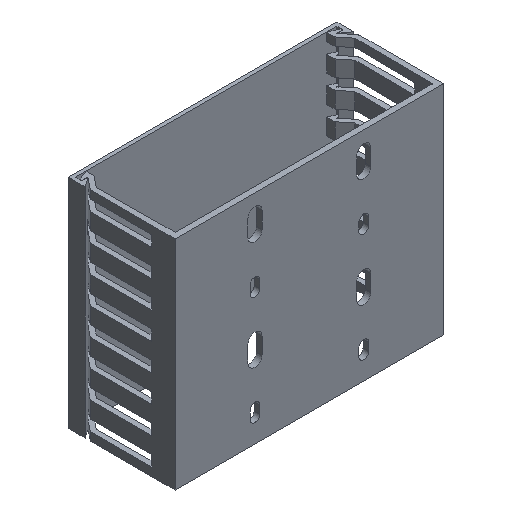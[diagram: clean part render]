
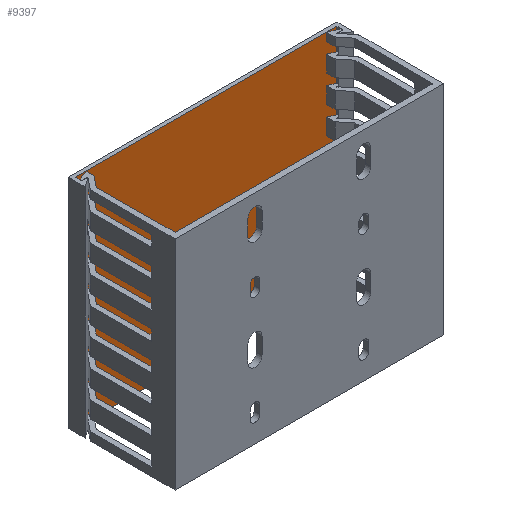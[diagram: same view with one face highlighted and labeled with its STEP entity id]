
A CAD part, isometric view. The second image highlights one B-rep face of the part: STEP entity #9397.
In plain terms, the highlighted planar face has unit normal (0, -1, 0).
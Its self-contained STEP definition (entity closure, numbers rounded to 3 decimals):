
#9195=DIRECTION('',(1.,0.,0.));
#9196=VECTOR('',#9195,120.1);
#9197=CARTESIAN_POINT('',(-60.05,-1.7,100.));
#9198=LINE('',#9197,#9196);
#9199=DIRECTION('',(-1.,0.,0.));
#9200=VECTOR('',#9199,120.1);
#9201=CARTESIAN_POINT('',(60.05,-1.7,0.));
#9202=LINE('',#9201,#9200);
#9203=DIRECTION('',(0.,0.,1.));
#9204=VECTOR('',#9203,100.);
#9205=CARTESIAN_POINT('',(-60.05,-1.7,0.));
#9206=LINE('',#9205,#9204);
#9223=DIRECTION('',(0.,0.,1.));
#9224=VECTOR('',#9223,100.);
#9225=CARTESIAN_POINT('',(60.05,-1.7,0.));
#9226=LINE('',#9225,#9224);
#9347=CARTESIAN_POINT('',(-60.05,-1.7,0.));
#9348=CARTESIAN_POINT('',(-60.05,-1.7,100.));
#9349=VERTEX_POINT('',#9347);
#9350=VERTEX_POINT('',#9348);
#9351=CARTESIAN_POINT('',(60.05,-1.7,0.));
#9352=CARTESIAN_POINT('',(60.05,-1.7,100.));
#9353=VERTEX_POINT('',#9351);
#9354=VERTEX_POINT('',#9352);
#9383=CARTESIAN_POINT('',(-60.05,-1.7,0.));
#9384=DIRECTION('',(0.,-1.,0.));
#9385=DIRECTION('',(1.,0.,0.));
#9386=AXIS2_PLACEMENT_3D('',#9383,#9384,#9385);
#9387=PLANE('',#9386);
#9389=ORIENTED_EDGE('',*,*,#9388,.T.);
#9391=ORIENTED_EDGE('',*,*,#9390,.F.);
#9392=ORIENTED_EDGE('',*,*,#9360,.T.);
#9394=ORIENTED_EDGE('',*,*,#9393,.T.);
#9395=EDGE_LOOP('',(#9389,#9391,#9392,#9394));
#9396=FACE_OUTER_BOUND('',#9395,.F.);
#9360=EDGE_CURVE('',#9353,#9349,#9202,.T.);
#9388=EDGE_CURVE('',#9350,#9354,#9198,.T.);
#9390=EDGE_CURVE('',#9353,#9354,#9226,.T.);
#9393=EDGE_CURVE('',#9349,#9350,#9206,.T.);
#9397=ADVANCED_FACE('',(#9396),#9387,.T.);
